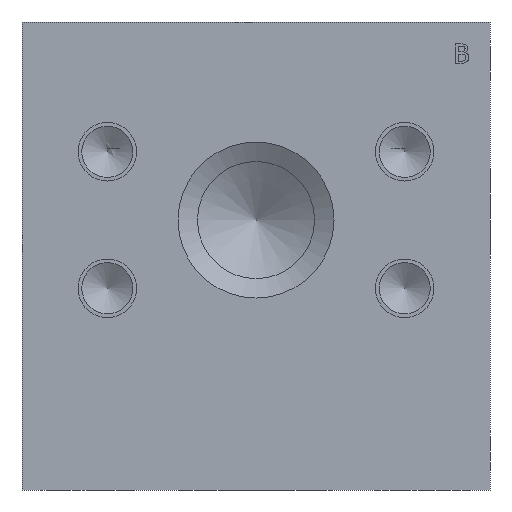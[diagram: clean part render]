
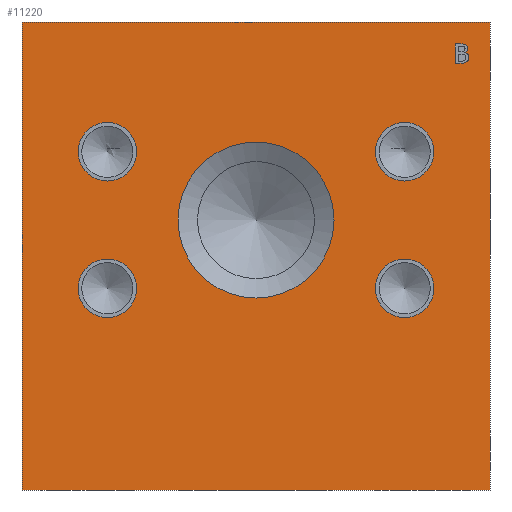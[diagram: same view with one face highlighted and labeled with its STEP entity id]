
A CAD part, front view. The second image highlights one B-rep face of the part: STEP entity #11220.
In plain terms, the highlighted planar face has unit normal (0, -1, 0).
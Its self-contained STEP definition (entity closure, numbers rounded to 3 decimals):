
#149=CIRCLE('',#11734,9.525);
#150=CIRCLE('',#11735,9.525);
#151=CIRCLE('',#11736,9.525);
#152=CIRCLE('',#11737,9.525);
#153=CIRCLE('',#11738,9.525);
#154=CIRCLE('',#11739,9.525);
#155=CIRCLE('',#11740,9.525);
#156=CIRCLE('',#11741,9.525);
#157=CIRCLE('',#11742,25.4);
#158=CIRCLE('',#11743,25.4);
#427=FACE_BOUND('',#1860,.T.);
#428=FACE_BOUND('',#1861,.T.);
#429=FACE_BOUND('',#1862,.T.);
#430=FACE_BOUND('',#1863,.T.);
#431=FACE_BOUND('',#1864,.T.);
#432=FACE_BOUND('',#1865,.T.);
#686=B_SPLINE_CURVE_WITH_KNOTS('',2,(#18375,#18376,#18377,#18378),
 .UNSPECIFIED.,.F.,.F.,(3,1,3),(0.,1.,2.),.UNSPECIFIED.);
#688=B_SPLINE_CURVE_WITH_KNOTS('',2,(#18402,#18403,#18404,#18405),
 .UNSPECIFIED.,.F.,.F.,(3,1,3),(0.,1.,2.),.UNSPECIFIED.);
#690=B_SPLINE_CURVE_WITH_KNOTS('',2,(#18421,#18422,#18423,#18424),
 .UNSPECIFIED.,.F.,.F.,(3,1,3),(0.,1.,2.),.UNSPECIFIED.);
#692=B_SPLINE_CURVE_WITH_KNOTS('',2,(#18440,#18441,#18442,#18443),
 .UNSPECIFIED.,.F.,.F.,(3,1,3),(0.,1.,2.),.UNSPECIFIED.);
#694=B_SPLINE_CURVE_WITH_KNOTS('',2,(#18477,#18478,#18479,#18480),
 .UNSPECIFIED.,.F.,.F.,(3,1,3),(0.,1.,2.),.UNSPECIFIED.);
#696=B_SPLINE_CURVE_WITH_KNOTS('',2,(#18495,#18496,#18497,#18498),
 .UNSPECIFIED.,.F.,.F.,(3,1,3),(0.,1.,2.),.UNSPECIFIED.);
#1232=FACE_OUTER_BOUND('',#1859,.T.);
#1859=EDGE_LOOP('',(#9241,#9242,#9243,#9244));
#1860=EDGE_LOOP('',(#9245,#9246,#9247,#9248,#9249,#9250,#9251,#9252,#9253,
#9254));
#1861=EDGE_LOOP('',(#9255,#9256));
#1862=EDGE_LOOP('',(#9257,#9258));
#1863=EDGE_LOOP('',(#9259,#9260));
#1864=EDGE_LOOP('',(#9261,#9262));
#1865=EDGE_LOOP('',(#9263,#9264));
#2403=LINE('',#16571,#3492);
#2864=LINE('',#17717,#3953);
#3030=LINE('',#18389,#4119);
#3036=LINE('',#18452,#4125);
#3039=LINE('',#18458,#4128);
#3042=LINE('',#18464,#4131);
#3046=LINE('',#18506,#4135);
#3047=LINE('',#18507,#4136);
#3492=VECTOR('',#12644,10.);
#3953=VECTOR('',#13419,10.);
#4119=VECTOR('',#13761,10.);
#4125=VECTOR('',#13769,10.);
#4128=VECTOR('',#13774,10.);
#4131=VECTOR('',#13779,10.);
#4135=VECTOR('',#13787,10.);
#4136=VECTOR('',#13788,10.);
#4567=VERTEX_POINT('',#16568);
#4568=VERTEX_POINT('',#16570);
#4920=VERTEX_POINT('',#17716);
#5046=VERTEX_POINT('',#18373);
#5047=VERTEX_POINT('',#18374);
#5050=VERTEX_POINT('',#18388);
#5052=VERTEX_POINT('',#18401);
#5054=VERTEX_POINT('',#18420);
#5056=VERTEX_POINT('',#18439);
#5058=VERTEX_POINT('',#18451);
#5060=VERTEX_POINT('',#18457);
#5062=VERTEX_POINT('',#18463);
#5064=VERTEX_POINT('',#18476);
#5066=VERTEX_POINT('',#18505);
#5067=VERTEX_POINT('',#18508);
#5068=VERTEX_POINT('',#18509);
#5069=VERTEX_POINT('',#18512);
#5070=VERTEX_POINT('',#18513);
#5071=VERTEX_POINT('',#18516);
#5072=VERTEX_POINT('',#18517);
#5073=VERTEX_POINT('',#18520);
#5074=VERTEX_POINT('',#18521);
#5075=VERTEX_POINT('',#18524);
#5076=VERTEX_POINT('',#18525);
#5806=EDGE_CURVE('',#4567,#4568,#2403,.T.);
#6301=EDGE_CURVE('',#4567,#4920,#2864,.T.);
#6511=EDGE_CURVE('',#5046,#5047,#686,.T.);
#6515=EDGE_CURVE('',#5050,#5046,#3030,.T.);
#6518=EDGE_CURVE('',#5052,#5050,#688,.T.);
#6521=EDGE_CURVE('',#5054,#5052,#690,.T.);
#6524=EDGE_CURVE('',#5056,#5054,#692,.T.);
#6527=EDGE_CURVE('',#5058,#5056,#3036,.T.);
#6530=EDGE_CURVE('',#5060,#5058,#3039,.T.);
#6533=EDGE_CURVE('',#5062,#5060,#3042,.T.);
#6536=EDGE_CURVE('',#5064,#5062,#694,.T.);
#6539=EDGE_CURVE('',#5047,#5064,#696,.T.);
#6541=EDGE_CURVE('',#4920,#5066,#3046,.T.);
#6542=EDGE_CURVE('',#4568,#5066,#3047,.T.);
#6543=EDGE_CURVE('',#5067,#5068,#149,.T.);
#6544=EDGE_CURVE('',#5068,#5067,#150,.T.);
#6545=EDGE_CURVE('',#5069,#5070,#151,.T.);
#6546=EDGE_CURVE('',#5070,#5069,#152,.T.);
#6547=EDGE_CURVE('',#5071,#5072,#153,.T.);
#6548=EDGE_CURVE('',#5072,#5071,#154,.T.);
#6549=EDGE_CURVE('',#5073,#5074,#155,.T.);
#6550=EDGE_CURVE('',#5074,#5073,#156,.T.);
#6551=EDGE_CURVE('',#5075,#5076,#157,.T.);
#6552=EDGE_CURVE('',#5076,#5075,#158,.T.);
#9241=ORIENTED_EDGE('',*,*,#6301,.T.);
#9242=ORIENTED_EDGE('',*,*,#6541,.T.);
#9243=ORIENTED_EDGE('',*,*,#6542,.F.);
#9244=ORIENTED_EDGE('',*,*,#5806,.F.);
#9245=ORIENTED_EDGE('',*,*,#6511,.T.);
#9246=ORIENTED_EDGE('',*,*,#6539,.T.);
#9247=ORIENTED_EDGE('',*,*,#6536,.T.);
#9248=ORIENTED_EDGE('',*,*,#6533,.T.);
#9249=ORIENTED_EDGE('',*,*,#6530,.T.);
#9250=ORIENTED_EDGE('',*,*,#6527,.T.);
#9251=ORIENTED_EDGE('',*,*,#6524,.T.);
#9252=ORIENTED_EDGE('',*,*,#6521,.T.);
#9253=ORIENTED_EDGE('',*,*,#6518,.T.);
#9254=ORIENTED_EDGE('',*,*,#6515,.T.);
#9255=ORIENTED_EDGE('',*,*,#6543,.T.);
#9256=ORIENTED_EDGE('',*,*,#6544,.T.);
#9257=ORIENTED_EDGE('',*,*,#6545,.T.);
#9258=ORIENTED_EDGE('',*,*,#6546,.T.);
#9259=ORIENTED_EDGE('',*,*,#6547,.T.);
#9260=ORIENTED_EDGE('',*,*,#6548,.T.);
#9261=ORIENTED_EDGE('',*,*,#6549,.T.);
#9262=ORIENTED_EDGE('',*,*,#6550,.T.);
#9263=ORIENTED_EDGE('',*,*,#6551,.T.);
#9264=ORIENTED_EDGE('',*,*,#6552,.T.);
#10329=PLANE('',#11733);
#11220=ADVANCED_FACE('',(#1232,#427,#428,#429,#430,#431,#432),#10329,.T.);
#11733=AXIS2_PLACEMENT_3D('',#18504,#13785,#13786);
#11734=AXIS2_PLACEMENT_3D('',#18510,#13789,#13790);
#11735=AXIS2_PLACEMENT_3D('',#18511,#13791,#13792);
#11736=AXIS2_PLACEMENT_3D('',#18514,#13793,#13794);
#11737=AXIS2_PLACEMENT_3D('',#18515,#13795,#13796);
#11738=AXIS2_PLACEMENT_3D('',#18518,#13797,#13798);
#11739=AXIS2_PLACEMENT_3D('',#18519,#13799,#13800);
#11740=AXIS2_PLACEMENT_3D('',#18522,#13801,#13802);
#11741=AXIS2_PLACEMENT_3D('',#18523,#13803,#13804);
#11742=AXIS2_PLACEMENT_3D('',#18526,#13805,#13806);
#11743=AXIS2_PLACEMENT_3D('',#18527,#13807,#13808);
#12644=DIRECTION('',(0.,0.,1.));
#13419=DIRECTION('',(1.,0.,0.));
#13761=DIRECTION('',(0.,0.,-1.));
#13769=DIRECTION('',(1.,0.,0.));
#13774=DIRECTION('',(0.,0.,1.));
#13779=DIRECTION('',(-1.,0.,0.));
#13785=DIRECTION('center_axis',(0.,-1.,0.));
#13786=DIRECTION('ref_axis',(1.,0.,0.));
#13787=DIRECTION('',(0.,0.,1.));
#13788=DIRECTION('',(1.,0.,0.));
#13789=DIRECTION('center_axis',(0.,1.,0.));
#13790=DIRECTION('ref_axis',(1.,0.,0.));
#13791=DIRECTION('center_axis',(0.,1.,0.));
#13792=DIRECTION('ref_axis',(1.,0.,0.));
#13793=DIRECTION('center_axis',(0.,1.,0.));
#13794=DIRECTION('ref_axis',(1.,0.,0.));
#13795=DIRECTION('center_axis',(0.,1.,0.));
#13796=DIRECTION('ref_axis',(1.,0.,0.));
#13797=DIRECTION('center_axis',(0.,1.,0.));
#13798=DIRECTION('ref_axis',(1.,0.,0.));
#13799=DIRECTION('center_axis',(0.,1.,0.));
#13800=DIRECTION('ref_axis',(1.,0.,0.));
#13801=DIRECTION('center_axis',(0.,1.,0.));
#13802=DIRECTION('ref_axis',(1.,0.,0.));
#13803=DIRECTION('center_axis',(0.,1.,0.));
#13804=DIRECTION('ref_axis',(1.,0.,0.));
#13805=DIRECTION('center_axis',(0.,1.,0.));
#13806=DIRECTION('ref_axis',(1.,0.,0.));
#13807=DIRECTION('center_axis',(0.,1.,0.));
#13808=DIRECTION('ref_axis',(1.,0.,0.));
#16568=CARTESIAN_POINT('',(0.,0.,0.));
#16570=CARTESIAN_POINT('',(0.,0.,152.4));
#16571=CARTESIAN_POINT('',(0.,0.,0.));
#17716=CARTESIAN_POINT('',(152.4,0.,0.));
#17717=CARTESIAN_POINT('',(0.,0.,0.));
#18373=CARTESIAN_POINT('',(144.255,0.,142.436));
#18374=CARTESIAN_POINT('',(145.444,0.,140.857));
#18375=CARTESIAN_POINT('Ctrl Pts',(144.255,0.,142.436));
#18376=CARTESIAN_POINT('Ctrl Pts',(144.821,0.,142.282));
#18377=CARTESIAN_POINT('Ctrl Pts',(145.444,0.,141.464));
#18378=CARTESIAN_POINT('Ctrl Pts',(145.444,0.,140.857));
#18388=CARTESIAN_POINT('',(144.255,0.,142.467));
#18389=CARTESIAN_POINT('',(144.255,0.,71.234));
#18401=CARTESIAN_POINT('',(145.146,0.,143.826));
#18402=CARTESIAN_POINT('Ctrl Pts',(145.146,0.,143.826));
#18403=CARTESIAN_POINT('Ctrl Pts',(145.146,0.,143.378));
#18404=CARTESIAN_POINT('Ctrl Pts',(144.672,0.,142.668));
#18405=CARTESIAN_POINT('Ctrl Pts',(144.255,0.,142.467));
#18420=CARTESIAN_POINT('',(144.487,0.,144.999));
#18421=CARTESIAN_POINT('Ctrl Pts',(144.487,0.,144.999));
#18422=CARTESIAN_POINT('Ctrl Pts',(144.832,0.,144.819));
#18423=CARTESIAN_POINT('Ctrl Pts',(145.146,0.,144.227));
#18424=CARTESIAN_POINT('Ctrl Pts',(145.146,0.,143.826));
#18439=CARTESIAN_POINT('',(142.82,0.,145.256));
#18440=CARTESIAN_POINT('Ctrl Pts',(142.82,0.,145.256));
#18441=CARTESIAN_POINT('Ctrl Pts',(143.499,0.,145.256));
#18442=CARTESIAN_POINT('Ctrl Pts',(144.178,0.,145.169));
#18443=CARTESIAN_POINT('Ctrl Pts',(144.487,0.,144.999));
#18451=CARTESIAN_POINT('',(141.137,0.,145.256));
#18452=CARTESIAN_POINT('',(70.568,0.,145.256));
#18457=CARTESIAN_POINT('',(141.137,0.,138.906));
#18458=CARTESIAN_POINT('',(141.137,0.,69.453));
#18463=CARTESIAN_POINT('',(142.959,0.,138.906));
#18464=CARTESIAN_POINT('',(71.479,0.,138.906));
#18476=CARTESIAN_POINT('',(144.785,0.,139.421));
#18477=CARTESIAN_POINT('Ctrl Pts',(144.785,0.,139.421));
#18478=CARTESIAN_POINT('Ctrl Pts',(144.425,0.,139.143));
#18479=CARTESIAN_POINT('Ctrl Pts',(143.607,0.,138.906));
#18480=CARTESIAN_POINT('Ctrl Pts',(142.959,0.,138.906));
#18495=CARTESIAN_POINT('Ctrl Pts',(145.444,0.,140.857));
#18496=CARTESIAN_POINT('Ctrl Pts',(145.444,0.,140.383));
#18497=CARTESIAN_POINT('Ctrl Pts',(145.084,0.,139.658));
#18498=CARTESIAN_POINT('Ctrl Pts',(144.785,0.,139.421));
#18504=CARTESIAN_POINT('Origin',(0.,0.,0.));
#18505=CARTESIAN_POINT('',(152.4,0.,152.4));
#18506=CARTESIAN_POINT('',(152.4,0.,0.));
#18507=CARTESIAN_POINT('',(0.,0.,152.4));
#18508=CARTESIAN_POINT('',(37.313,0.,110.134));
#18509=CARTESIAN_POINT('',(18.263,0.,110.134));
#18510=CARTESIAN_POINT('Origin',(27.788,0.,110.134));
#18511=CARTESIAN_POINT('Origin',(27.788,0.,110.134));
#18512=CARTESIAN_POINT('',(134.137,0.,65.684));
#18513=CARTESIAN_POINT('',(115.087,0.,65.684));
#18514=CARTESIAN_POINT('Origin',(124.612,0.,65.684));
#18515=CARTESIAN_POINT('Origin',(124.612,0.,65.684));
#18516=CARTESIAN_POINT('',(37.313,0.,65.684));
#18517=CARTESIAN_POINT('',(18.263,0.,65.684));
#18518=CARTESIAN_POINT('Origin',(27.788,0.,65.684));
#18519=CARTESIAN_POINT('Origin',(27.788,0.,65.684));
#18520=CARTESIAN_POINT('',(134.137,0.,110.134));
#18521=CARTESIAN_POINT('',(115.087,0.,110.134));
#18522=CARTESIAN_POINT('Origin',(124.612,0.,110.134));
#18523=CARTESIAN_POINT('Origin',(124.612,0.,110.134));
#18524=CARTESIAN_POINT('',(101.6,0.,87.909));
#18525=CARTESIAN_POINT('',(50.8,0.,87.909));
#18526=CARTESIAN_POINT('Origin',(76.2,0.,87.909));
#18527=CARTESIAN_POINT('Origin',(76.2,0.,87.909));
